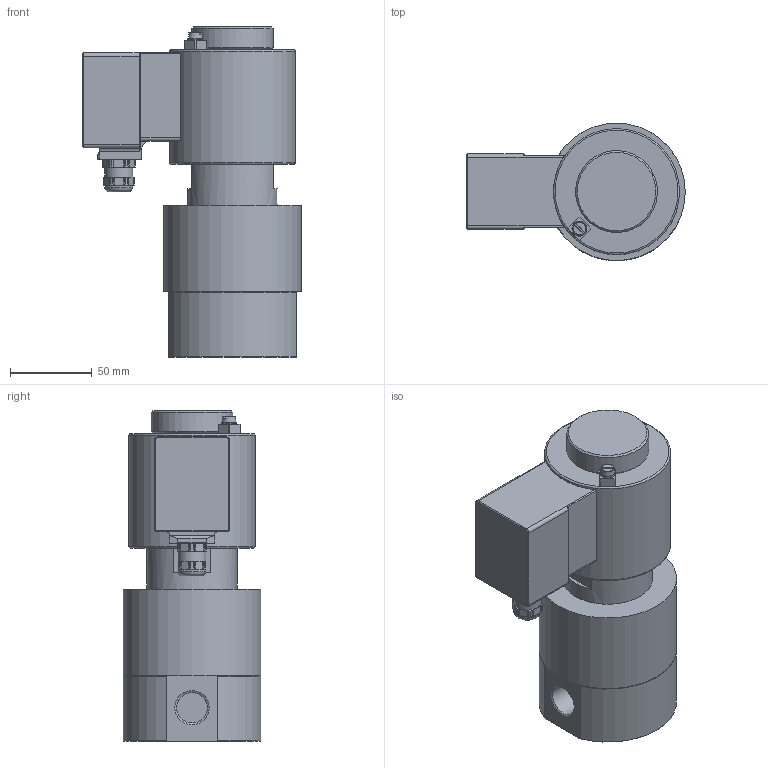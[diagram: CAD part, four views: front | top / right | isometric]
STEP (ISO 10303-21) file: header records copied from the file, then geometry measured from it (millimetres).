
FILE_DESCRIPTION(/* description */ ('3D Modell'),/* implementation_level */ '2;1');
FILE_NAME(/* name */ '050.000306.stp',/* time_stamp */ '2020-12-07T17:00:38+01:00',/* author */ ('EFast'),/* organization */ (''),/* preprocessor_version */ 'ST-DEVELOPER v16.1',/* originating_system */ 'Autodesk Inventor 2016',/* authorisation */ '');
FILE_SCHEMA (('AUTOMOTIVE_DESIGN { 1 0 10303 214 3 1 1 }'));
Length unit declared in the file: millimetre
Products named in the file (1): 88-004947
Bounding box: 133.5 x 84 x 202 mm (x, y, z)
Volume: 1061702.2 mm3; surface area: 85845.4 mm2
Topology: 2 solids, 2 shells, 227 faces, 566 edges, 352 vertices
Faces by surface type: plane 94, cylinder 74, cone 42, torus 13, bspline 4
Full cylindrical faces by diameter (mm): 4.51 x1, 6.647 x2, 17 x2, 18.631 x2, 50 x1, 55 x1, 77 x1, 84 x1
Entity records: 7460 total; most frequent: CARTESIAN_POINT 2520, ORIENTED_EDGE 1072, DIRECTION 966, EDGE_CURVE 535, AXIS2_PLACEMENT_3D 381, VERTEX_POINT 347, EDGE_LOOP 263, FACE_OUTER_BOUND 227
